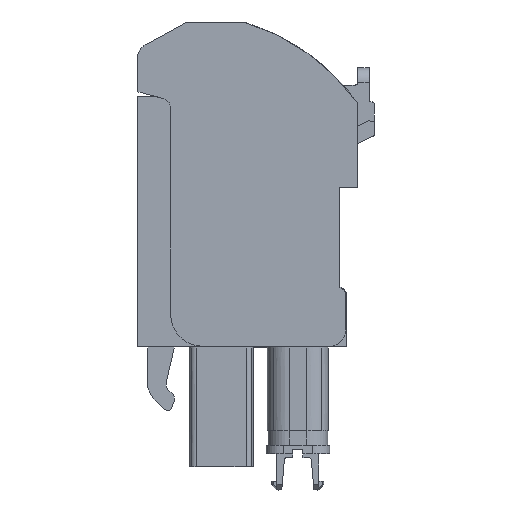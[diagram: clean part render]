
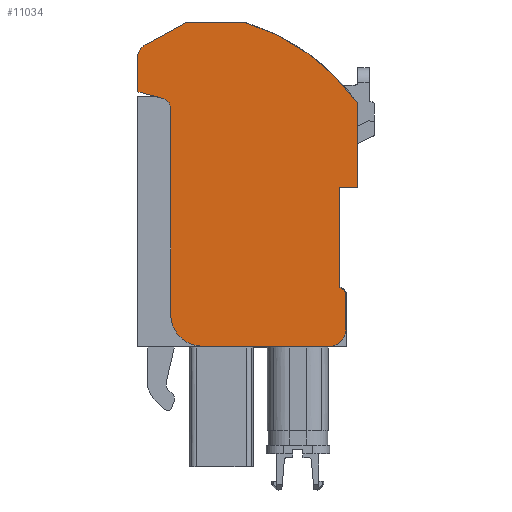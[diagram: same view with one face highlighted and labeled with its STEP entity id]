
A CAD part, left-side view. The second image highlights one B-rep face of the part: STEP entity #11034.
In plain terms, the highlighted planar face has unit normal (-1, 0, 0).
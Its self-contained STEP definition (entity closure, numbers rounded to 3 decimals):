
#9455=AXIS2_PLACEMENT_3D('Circle Axis2P3D',#9453,#9454,$) ;
#9495=AXIS2_PLACEMENT_3D('Circle Axis2P3D',#9493,#9494,$) ;
#9535=AXIS2_PLACEMENT_3D('Circle Axis2P3D',#9533,#9534,$) ;
#9608=AXIS2_PLACEMENT_3D('Circle Axis2P3D',#9606,#9607,$) ;
#9636=AXIS2_PLACEMENT_3D('Circle Axis2P3D',#9634,#9635,$) ;
#10971=AXIS2_PLACEMENT_3D('Plane Axis2P3D',#10968,#10969,#10970) ;
#10984=AXIS2_PLACEMENT_3D('Circle Axis2P3D',#10982,#10983,$) ;
#10996=AXIS2_PLACEMENT_3D('Circle Axis2P3D',#10994,#10995,$) ;
#11003=AXIS2_PLACEMENT_3D('Circle Axis2P3D',#11001,#11002,$) ;
#7252=CARTESIAN_POINT('Vertex',(0.001,1.197,20.942)) ;
#7255=CARTESIAN_POINT('Line Origine',(0.,1.824,20.942)) ;
#7259=CARTESIAN_POINT('Vertex',(0.,2.45,20.942)) ;
#9413=CARTESIAN_POINT('Line Origine',(0.,2.45,17.471)) ;
#9417=CARTESIAN_POINT('Vertex',(0.,2.45,13.999)) ;
#9433=CARTESIAN_POINT('Line Origine',(0.,2.384,13.98)) ;
#9437=CARTESIAN_POINT('Vertex',(0.,2.317,13.961)) ;
#9453=CARTESIAN_POINT('Axis2P3D Location',(0.,2.441,13.528)) ;
#9457=CARTESIAN_POINT('Vertex',(0.,1.991,13.528)) ;
#9473=CARTESIAN_POINT('Line Origine',(0.,1.991,12.314)) ;
#9477=CARTESIAN_POINT('Vertex',(0.,1.991,11.1)) ;
#9493=CARTESIAN_POINT('Axis2P3D Location',(0.,3.141,11.1)) ;
#9497=CARTESIAN_POINT('Vertex',(0.,3.141,9.95)) ;
#9513=CARTESIAN_POINT('Line Origine',(0.,7.523,9.95)) ;
#9517=CARTESIAN_POINT('Vertex',(0.,11.905,9.95)) ;
#9533=CARTESIAN_POINT('Axis2P3D Location',(0.,11.905,12.15)) ;
#9537=CARTESIAN_POINT('Vertex',(0.,14.105,12.1)) ;
#9553=CARTESIAN_POINT('Line Origine',(0.,14.105,19.255)) ;
#9557=CARTESIAN_POINT('Vertex',(0.,14.105,26.409)) ;
#9584=CARTESIAN_POINT('Control Point',(0.,14.598,27.078)) ;
#9585=CARTESIAN_POINT('Control Point',(0.,14.428,27.025)) ;
#9586=CARTESIAN_POINT('Control Point',(0.,14.274,26.918)) ;
#9587=CARTESIAN_POINT('Control Point',(0.,14.162,26.766)) ;
#9588=CARTESIAN_POINT('Control Point',(0.,14.105,26.587)) ;
#9589=CARTESIAN_POINT('Control Point',(0.,14.105,26.409)) ;
#9590=CARTESIAN_POINT('Vertex',(0.,14.598,27.078)) ;
#9606=CARTESIAN_POINT('Axis2P3D Location',(0.,22.274,2.33)) ;
#9610=CARTESIAN_POINT('Vertex',(0.,16.405,27.568)) ;
#9612=CARTESIAN_POINT('Vertex',(0.,16.138,27.504)) ;
#9634=CARTESIAN_POINT('Axis2P3D Location',(0.,22.274,2.33)) ;
#10944=CARTESIAN_POINT('Vertex',(0.001,1.197,26.822)) ;
#10947=CARTESIAN_POINT('Line Origine',(0.001,1.197,23.882)) ;
#10968=CARTESIAN_POINT('Axis2P3D Location',(0.,14.099,12.568)) ;
#10973=CARTESIAN_POINT('Line Origine',(0.,14.44,31.594)) ;
#10977=CARTESIAN_POINT('Vertex',(0.,15.882,30.811)) ;
#10979=CARTESIAN_POINT('Vertex',(0.,12.997,32.378)) ;
#10982=CARTESIAN_POINT('Axis2P3D Location',(0.,15.405,29.932)) ;
#10986=CARTESIAN_POINT('Vertex',(0.,16.405,29.932)) ;
#10989=CARTESIAN_POINT('Line Origine',(0.,16.405,28.75)) ;
#10994=CARTESIAN_POINT('Axis2P3D Location',(0.,13.352,18.032)) ;
#10998=CARTESIAN_POINT('Vertex',(0.,8.905,32.358)) ;
#11001=CARTESIAN_POINT('Axis2P3D Location',(0.,13.352,18.032)) ;
#11005=CARTESIAN_POINT('Vertex',(0.,8.971,32.378)) ;
#11008=CARTESIAN_POINT('Line Origine',(0.,10.984,32.378)) ;
#7256=DIRECTION('Vector Direction',(0.,1.,0.)) ;
#9414=DIRECTION('Vector Direction',(0.,0.,1.)) ;
#9434=DIRECTION('Vector Direction',(0.,0.961,0.276)) ;
#9454=DIRECTION('Axis2P3D Direction',(1.,0.,0.)) ;
#9474=DIRECTION('Vector Direction',(0.,0.,1.)) ;
#9494=DIRECTION('Axis2P3D Direction',(1.,0.,0.)) ;
#9514=DIRECTION('Vector Direction',(0.,-1.,0.)) ;
#9534=DIRECTION('Axis2P3D Direction',(1.,0.,0.)) ;
#9554=DIRECTION('Vector Direction',(0.,0.,-1.)) ;
#9607=DIRECTION('Axis2P3D Direction',(-1.,0.,0.)) ;
#9635=DIRECTION('Axis2P3D Direction',(-1.,0.,0.)) ;
#10948=DIRECTION('Vector Direction',(0.,0.,-1.)) ;
#10969=DIRECTION('Axis2P3D Direction',(1.,0.,0.)) ;
#10970=DIRECTION('Axis2P3D XDirection',(0.,-0.018,1.)) ;
#10974=DIRECTION('Vector Direction',(0.,-0.879,0.477)) ;
#10983=DIRECTION('Axis2P3D Direction',(1.,0.,0.)) ;
#10990=DIRECTION('Vector Direction',(0.,0.,1.)) ;
#10995=DIRECTION('Axis2P3D Direction',(1.,0.,0.)) ;
#11002=DIRECTION('Axis2P3D Direction',(1.,0.,0.)) ;
#11009=DIRECTION('Vector Direction',(0.,1.,0.)) ;
#7257=VECTOR('Line Direction',#7256,1.) ;
#9415=VECTOR('Line Direction',#9414,1.) ;
#9435=VECTOR('Line Direction',#9434,1.) ;
#9475=VECTOR('Line Direction',#9474,1.) ;
#9515=VECTOR('Line Direction',#9514,1.) ;
#9555=VECTOR('Line Direction',#9554,1.) ;
#10949=VECTOR('Line Direction',#10948,1.) ;
#10975=VECTOR('Line Direction',#10974,1.) ;
#10991=VECTOR('Line Direction',#10990,1.) ;
#11010=VECTOR('Line Direction',#11009,1.) ;
#11014=ORIENTED_EDGE('',*,*,#10981,.F.) ;
#11015=ORIENTED_EDGE('',*,*,#10988,.F.) ;
#11016=ORIENTED_EDGE('',*,*,#10993,.T.) ;
#11017=ORIENTED_EDGE('',*,*,#9614,.T.) ;
#11018=ORIENTED_EDGE('',*,*,#9638,.T.) ;
#11019=ORIENTED_EDGE('',*,*,#9592,.T.) ;
#11020=ORIENTED_EDGE('',*,*,#9559,.T.) ;
#11021=ORIENTED_EDGE('',*,*,#9539,.F.) ;
#11022=ORIENTED_EDGE('',*,*,#9519,.T.) ;
#11023=ORIENTED_EDGE('',*,*,#9499,.F.) ;
#11024=ORIENTED_EDGE('',*,*,#9479,.T.) ;
#11025=ORIENTED_EDGE('',*,*,#9459,.F.) ;
#11026=ORIENTED_EDGE('',*,*,#9439,.T.) ;
#11027=ORIENTED_EDGE('',*,*,#9419,.T.) ;
#11028=ORIENTED_EDGE('',*,*,#7261,.T.) ;
#11029=ORIENTED_EDGE('',*,*,#10951,.T.) ;
#11030=ORIENTED_EDGE('',*,*,#11000,.T.) ;
#11031=ORIENTED_EDGE('',*,*,#11007,.T.) ;
#11032=ORIENTED_EDGE('',*,*,#11012,.T.) ;
#11034=ADVANCED_FACE('GEHAEUSE',(#11033),#10972,.F.) ;
#9583=B_SPLINE_CURVE_WITH_KNOTS('',5,(#9584,#9585,#9586,#9587,#9588,#9589),.UNSPECIFIED.,.F.,.U.,(6,6),(0.,0.92),.UNSPECIFIED.) ;
#9456=CIRCLE('generated circle',#9455,0.45) ;
#9496=CIRCLE('generated circle',#9495,1.15) ;
#9536=CIRCLE('generated circle',#9535,2.2) ;
#9609=CIRCLE('generated circle',#9608,25.911) ;
#9637=CIRCLE('generated circle',#9636,25.911) ;
#10985=CIRCLE('generated circle',#10984,1.) ;
#10997=CIRCLE('generated circle',#10996,15.) ;
#11004=CIRCLE('generated circle',#11003,15.) ;
#7261=EDGE_CURVE('',#7260,#7253,#7258,.F.) ;
#9419=EDGE_CURVE('',#9418,#7260,#9416,.T.) ;
#9439=EDGE_CURVE('',#9438,#9418,#9436,.T.) ;
#9459=EDGE_CURVE('',#9438,#9458,#9456,.T.) ;
#9479=EDGE_CURVE('',#9478,#9458,#9476,.T.) ;
#9499=EDGE_CURVE('',#9478,#9498,#9496,.T.) ;
#9519=EDGE_CURVE('',#9518,#9498,#9516,.T.) ;
#9539=EDGE_CURVE('',#9518,#9538,#9536,.T.) ;
#9559=EDGE_CURVE('',#9558,#9538,#9556,.T.) ;
#9592=EDGE_CURVE('',#9591,#9558,#9583,.T.) ;
#9614=EDGE_CURVE('',#9611,#9613,#9609,.F.) ;
#9638=EDGE_CURVE('',#9613,#9591,#9637,.F.) ;
#10951=EDGE_CURVE('',#7253,#10945,#10950,.F.) ;
#10981=EDGE_CURVE('',#10978,#10980,#10976,.T.) ;
#10988=EDGE_CURVE('',#10987,#10978,#10985,.T.) ;
#10993=EDGE_CURVE('',#10987,#9611,#10992,.F.) ;
#11000=EDGE_CURVE('',#10945,#10999,#10997,.F.) ;
#11007=EDGE_CURVE('',#10999,#11006,#11004,.F.) ;
#11012=EDGE_CURVE('',#11006,#10980,#11011,.T.) ;
#11013=EDGE_LOOP('',(#11014,#11015,#11016,#11017,#11018,#11019,#11020,#11021,#11022,#11023,#11024,#11025,#11026,#11027,#11028,#11029,#11030,#11031,#11032)) ;
#11033=FACE_OUTER_BOUND('',#11013,.T.) ;
#7258=LINE('Line',#7255,#7257) ;
#9416=LINE('Line',#9413,#9415) ;
#9436=LINE('Line',#9433,#9435) ;
#9476=LINE('Line',#9473,#9475) ;
#9516=LINE('Line',#9513,#9515) ;
#9556=LINE('Line',#9553,#9555) ;
#10950=LINE('Line',#10947,#10949) ;
#10976=LINE('Line',#10973,#10975) ;
#10992=LINE('Line',#10989,#10991) ;
#11011=LINE('Line',#11008,#11010) ;
#10972=PLANE('',#10971) ;
#7253=VERTEX_POINT('',#7252) ;
#7260=VERTEX_POINT('',#7259) ;
#9418=VERTEX_POINT('',#9417) ;
#9438=VERTEX_POINT('',#9437) ;
#9458=VERTEX_POINT('',#9457) ;
#9478=VERTEX_POINT('',#9477) ;
#9498=VERTEX_POINT('',#9497) ;
#9518=VERTEX_POINT('',#9517) ;
#9538=VERTEX_POINT('',#9537) ;
#9558=VERTEX_POINT('',#9557) ;
#9591=VERTEX_POINT('',#9590) ;
#9611=VERTEX_POINT('',#9610) ;
#9613=VERTEX_POINT('',#9612) ;
#10945=VERTEX_POINT('',#10944) ;
#10978=VERTEX_POINT('',#10977) ;
#10980=VERTEX_POINT('',#10979) ;
#10987=VERTEX_POINT('',#10986) ;
#10999=VERTEX_POINT('',#10998) ;
#11006=VERTEX_POINT('',#11005) ;
